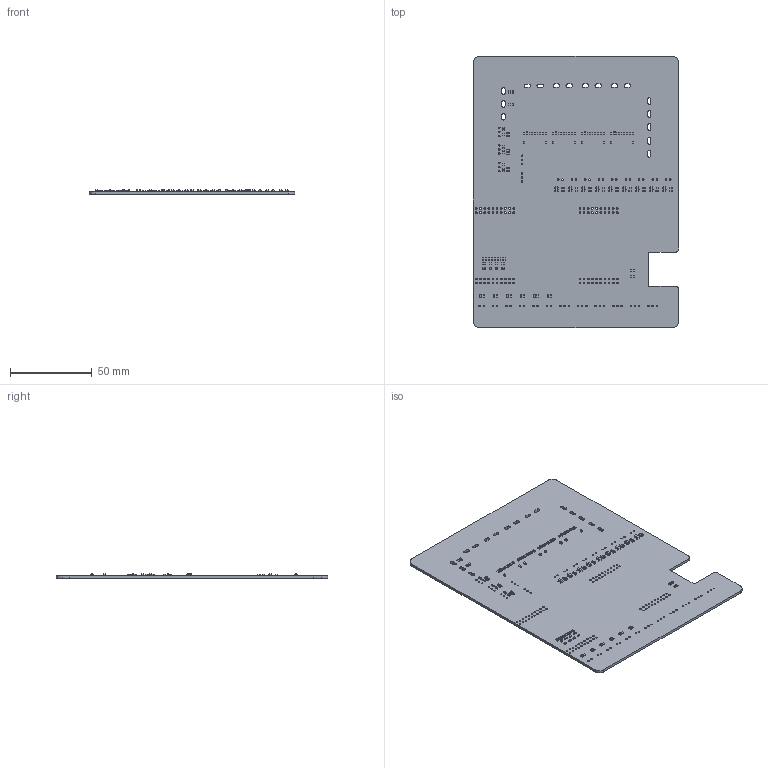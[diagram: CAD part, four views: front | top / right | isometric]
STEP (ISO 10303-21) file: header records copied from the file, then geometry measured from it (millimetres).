
FILE_DESCRIPTION(('KiCad electronic assembly'),'2;1');
FILE_NAME('ScienceMotorController.step','2022-03-20T16:17:38',( 'An Author'),('A Company'),'Open CASCADE STEP processor 6.9', 'KiCad to STEP converter','Unknown');
FILE_SCHEMA(('AUTOMOTIVE_DESIGN { 1 0 10303 214 1 1 1 1 }'));
Length unit declared in the file: millimetre
Products named in the file (12): Open CASCADE STEP translator 6.9 1; D_0603_1608Metric; SOLID; R_0603_1608Metric; SOT-23; LED_0603_1608Metric; C_0603_1608Metric; COMPOUND
Assembly tree (121 placements, depth 3):
  Open CASCADE STEP translator 6.9 1
    D_0603_1608Metric  x4
      SOLID
    R_0603_1608Metric  x58
      SOLID
    SOT-23  x9
      SOLID
    LED_0603_1608Metric  x30
      SOLID
    C_0603_1608Metric  x14
      SOLID
    COMPOUND
Bounding box: 125.73 x 166.37 x 2.85 mm (x, y, z)
Volume: 32595 mm3; surface area: 43303.7 mm2
Topology: 116 solids, 116 shells, 4466 faces, 11666 edges, 7494 vertices
Faces by surface type: plane 3006, cylinder 1217, bspline 243
Full cylindrical faces by diameter (mm): 0.889 x9, 0.9 x54, 1 x80
Entity records: 34110 total; most frequent: CARTESIAN_POINT 6008, DIRECTION 5088, LINE 2670, VECTOR 2670, ORIENTED_EDGE 2466, PCURVE 2466, DEFINITIONAL_REPRESENTATION 2466, EDGE_CURVE 1233
